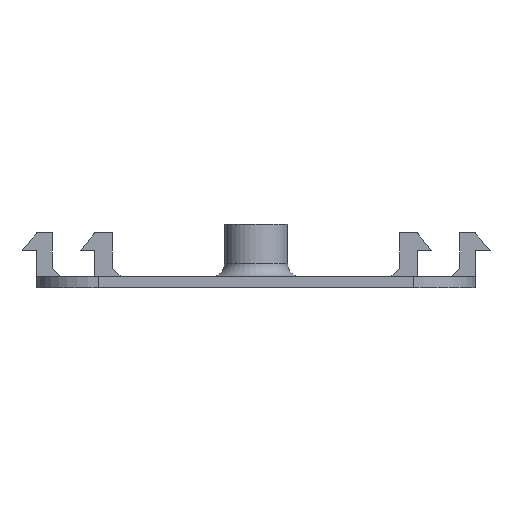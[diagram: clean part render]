
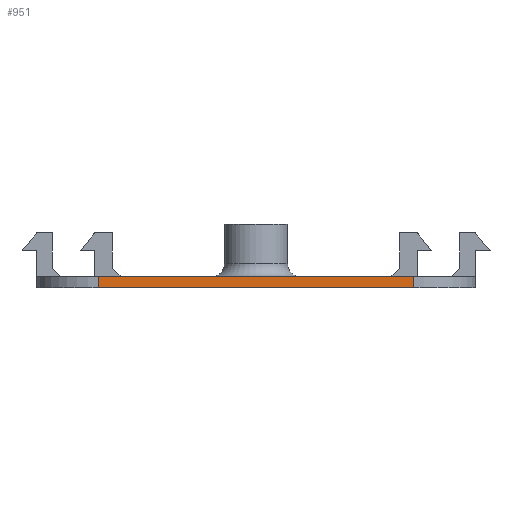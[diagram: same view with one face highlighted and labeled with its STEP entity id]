
A CAD part, front view. The second image highlights one B-rep face of the part: STEP entity #951.
In plain terms, the highlighted planar face has unit normal (0, -1, 0).
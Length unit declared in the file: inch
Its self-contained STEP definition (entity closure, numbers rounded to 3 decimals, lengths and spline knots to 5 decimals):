
#23=PLANE('',#1032);
#71=FACE_OUTER_BOUND('',#126,.T.);
#126=EDGE_LOOP('',(#678,#679,#680,#681));
#189=LINE('',#1388,#307);
#190=LINE('',#1391,#308);
#191=LINE('',#1393,#309);
#192=LINE('',#1394,#310);
#307=VECTOR('',#1120,0.3937);
#308=VECTOR('',#1123,0.3937);
#309=VECTOR('',#1124,0.3937);
#310=VECTOR('',#1125,0.3937);
#445=VERTEX_POINT('',#1384);
#446=VERTEX_POINT('',#1386);
#447=VERTEX_POINT('',#1390);
#448=VERTEX_POINT('',#1392);
#538=EDGE_CURVE('',#445,#446,#189,.T.);
#539=EDGE_CURVE('',#447,#445,#190,.T.);
#540=EDGE_CURVE('',#448,#446,#191,.T.);
#541=EDGE_CURVE('',#447,#448,#192,.T.);
#678=ORIENTED_EDGE('',*,*,#539,.T.);
#679=ORIENTED_EDGE('',*,*,#538,.T.);
#680=ORIENTED_EDGE('',*,*,#540,.F.);
#681=ORIENTED_EDGE('',*,*,#541,.F.);
#951=ADVANCED_FACE('',(#71),#23,.T.);
#1032=AXIS2_PLACEMENT_3D('',#1389,#1121,#1122);
#1120=DIRECTION('',(0.,0.,1.));
#1121=DIRECTION('center_axis',(0.,-1.,0.));
#1122=DIRECTION('ref_axis',(1.,0.,0.));
#1123=DIRECTION('',(1.,0.,0.));
#1124=DIRECTION('',(1.,0.,0.));
#1125=DIRECTION('',(0.,0.,1.));
#1384=CARTESIAN_POINT('',(1.06752,-3.24483,0.));
#1386=CARTESIAN_POINT('',(1.06752,-3.24483,0.04921));
#1388=CARTESIAN_POINT('',(1.06752,-3.24483,0.));
#1389=CARTESIAN_POINT('Origin',(-0.34035,-3.24483,0.));
#1390=CARTESIAN_POINT('',(-0.34035,-3.24483,0.));
#1391=CARTESIAN_POINT('',(-0.34035,-3.24483,0.));
#1392=CARTESIAN_POINT('',(-0.34035,-3.24483,0.04921));
#1393=CARTESIAN_POINT('',(-0.34035,-3.24483,0.04921));
#1394=CARTESIAN_POINT('',(-0.34035,-3.24483,0.));
